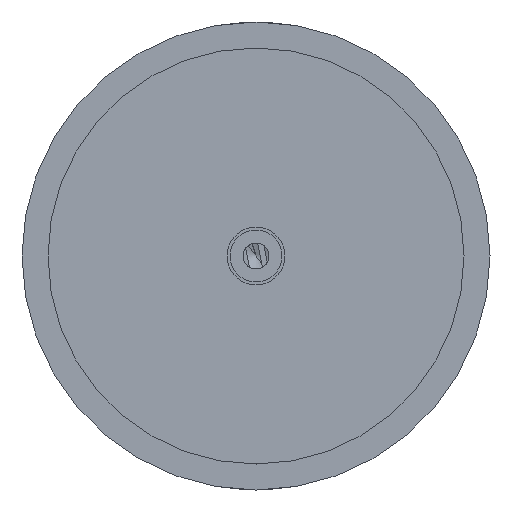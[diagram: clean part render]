
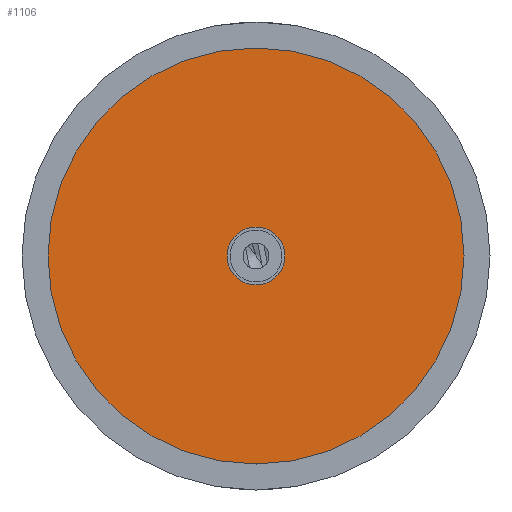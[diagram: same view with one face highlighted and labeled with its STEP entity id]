
A CAD part, left-side view. The second image highlights one B-rep face of the part: STEP entity #1106.
In plain terms, the highlighted face is planar.
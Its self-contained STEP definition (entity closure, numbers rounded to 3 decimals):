
#82 = EDGE_LOOP ( 'NONE', ( #585, #2590 ) ) ;
#163 = PLANE ( 'NONE',  #5924 ) ;
#419 = AXIS2_PLACEMENT_3D ( 'NONE', #2489, #6258, #3042 ) ;
#585 = ORIENTED_EDGE ( 'NONE', *, *, #6462, .T. ) ;
#740 = CARTESIAN_POINT ( 'NONE',  ( 0., 3., 0. ) ) ;
#941 = AXIS2_PLACEMENT_3D ( 'NONE', #6311, #3092, #6845 ) ;
#1106 = ADVANCED_FACE ( 'NONE', ( #4068, #6751 ), #163, .F. ) ;
#1237 = DIRECTION ( 'NONE',  ( 0., 0., -1. ) ) ;
#1405 = VERTEX_POINT ( 'NONE', #3906 ) ;
#1653 = VERTEX_POINT ( 'NONE', #4752 ) ;
#1746 = VERTEX_POINT ( 'NONE', #4536 ) ;
#2489 = CARTESIAN_POINT ( 'NONE',  ( 0., 3., 0. ) ) ;
#2590 = ORIENTED_EDGE ( 'NONE', *, *, #3974, .T. ) ;
#2665 = CARTESIAN_POINT ( 'NONE',  ( 0., 3., 0. ) ) ;
#2714 = DIRECTION ( 'NONE',  ( 0., -1., 0. ) ) ;
#2746 = ORIENTED_EDGE ( 'NONE', *, *, #3746, .F. ) ;
#3042 = DIRECTION ( 'NONE',  ( 0., 0., -1. ) ) ;
#3050 = CIRCLE ( 'NONE', #941, 36. ) ;
#3092 = DIRECTION ( 'NONE',  ( 0., -1., 0. ) ) ;
#3106 = CIRCLE ( 'NONE', #419, 5. ) ;
#3227 = DIRECTION ( 'NONE',  ( 0., 0., -1. ) ) ;
#3716 = CARTESIAN_POINT ( 'NONE',  ( 0., 3., 36. ) ) ;
#3746 = EDGE_CURVE ( 'NONE', #1746, #5647, #3050, .T. ) ;
#3813 = ORIENTED_EDGE ( 'NONE', *, *, #4472, .F. ) ;
#3906 = CARTESIAN_POINT ( 'NONE',  ( 0., 3., -5. ) ) ;
#3974 = EDGE_CURVE ( 'NONE', #1653, #1405, #6147, .T. ) ;
#4068 = FACE_OUTER_BOUND ( 'NONE', #6344, .T. ) ;
#4425 = DIRECTION ( 'NONE',  ( 0., -1., 0. ) ) ;
#4472 = EDGE_CURVE ( 'NONE', #5647, #1746, #4886, .T. ) ;
#4536 = CARTESIAN_POINT ( 'NONE',  ( 0., 3., -36. ) ) ;
#4752 = CARTESIAN_POINT ( 'NONE',  ( 0., 3., 5. ) ) ;
#4886 = CIRCLE ( 'NONE', #5837, 36. ) ;
#5432 = AXIS2_PLACEMENT_3D ( 'NONE', #2665, #6437, #3227 ) ;
#5647 = VERTEX_POINT ( 'NONE', #3716 ) ;
#5837 = AXIS2_PLACEMENT_3D ( 'NONE', #740, #4425, #1237 ) ;
#5924 = AXIS2_PLACEMENT_3D ( 'NONE', #6498, #2714, #5957 ) ;
#5957 = DIRECTION ( 'NONE',  ( 0., 0., -1. ) ) ;
#6147 = CIRCLE ( 'NONE', #5432, 5. ) ;
#6258 = DIRECTION ( 'NONE',  ( 0., -1., 0. ) ) ;
#6311 = CARTESIAN_POINT ( 'NONE',  ( 0., 3., 0. ) ) ;
#6344 = EDGE_LOOP ( 'NONE', ( #2746, #3813 ) ) ;
#6437 = DIRECTION ( 'NONE',  ( 0., -1., 0. ) ) ;
#6462 = EDGE_CURVE ( 'NONE', #1405, #1653, #3106, .T. ) ;
#6498 = CARTESIAN_POINT ( 'NONE',  ( -36., 3., 0. ) ) ;
#6751 = FACE_BOUND ( 'NONE', #82, .T. ) ;
#6845 = DIRECTION ( 'NONE',  ( 0., 0., -1. ) ) ;
